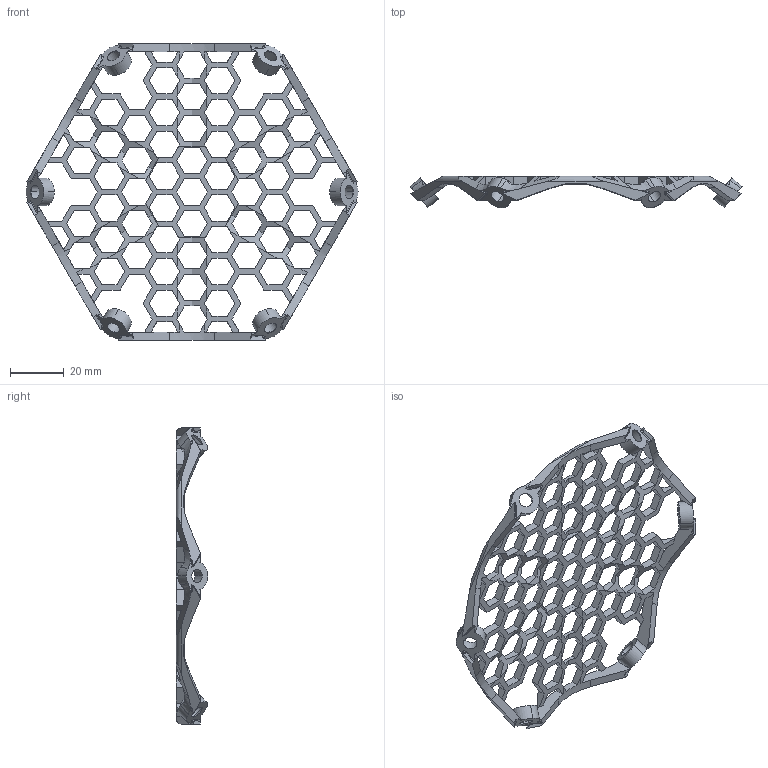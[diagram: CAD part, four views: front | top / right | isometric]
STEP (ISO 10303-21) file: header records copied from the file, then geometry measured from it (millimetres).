
FILE_DESCRIPTION (( 'STEP AP203' ), '1' );
FILE_NAME ('cover_Default_sldprt.STEP', '2020-01-26T02:44:08', ( '' ), ( '' ), 'SwSTEP 2.0', 'SolidWorks 2019', '' );
FILE_SCHEMA (( 'CONFIG_CONTROL_DESIGN' ));
Length unit declared in the file: millimetre
Products named in the file (1): cover_Default_sldprt
Bounding box: 123.23 x 11.63 x 110 mm (x, y, z)
Volume: 11858.9 mm3; surface area: 17780.9 mm2
Topology: 1 solids, 1 shells, 662 faces, 2228 edges, 1484 vertices
Faces by surface type: plane 566, cylinder 60, cone 12, torus 12, bspline 12
Entity records: 24555 total; most frequent: CARTESIAN_POINT 5249, ORIENTED_EDGE 4456, DIRECTION 3466, EDGE_CURVE 2228, VECTOR 1908, LINE 1908, VERTEX_POINT 1484, AXIS2_PLACEMENT_3D 779
